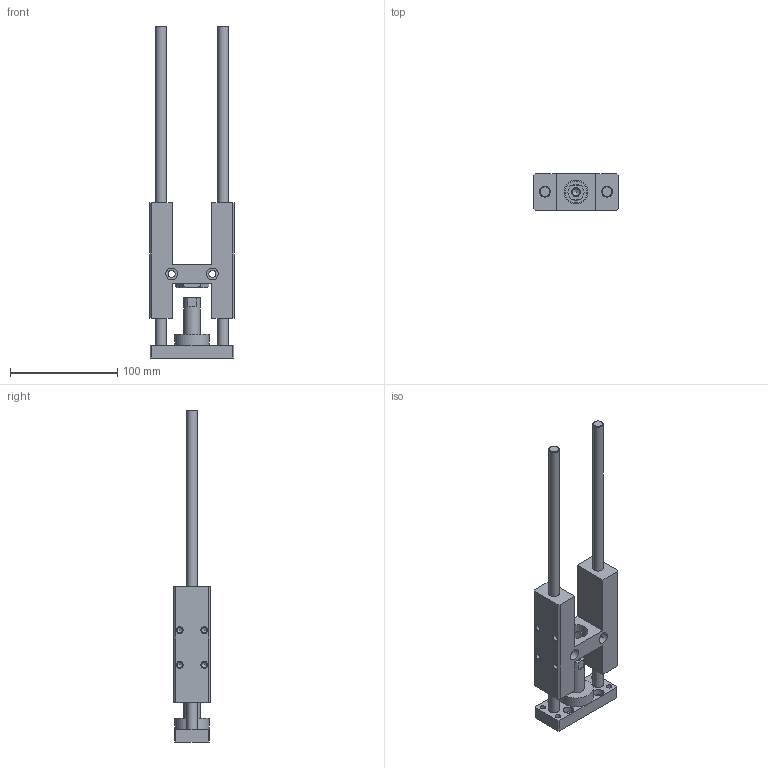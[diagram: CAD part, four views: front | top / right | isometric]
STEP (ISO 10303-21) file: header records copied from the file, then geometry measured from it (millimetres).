
FILE_DESCRIPTION((''),'2;1');
FILE_NAME('1260_20_150_GLB.stp','2011-02-15T17:10:45',('airolcr1'),(''),'Autodesk Inventor 2011','Autodesk Inventor 2011','');
FILE_SCHEMA(('AUTOMOTIVE_DESIGN { 1 0 10303 214 1 1 1 1 }'));
Length unit declared in the file: millimetre
Products named in the file (3): 1260_20_150_GLB; CORPO_GLB_20; PIASTRA_GLB_20-03
Assembly tree (2 placements, depth 2):
  1260_20_150_GLB
    CORPO_GLB_20
    PIASTRA_GLB_20-03
Bounding box: 79 x 34 x 310 mm (x, y, z)
Volume: 234494.3 mm3; surface area: 70719.7 mm2
Topology: 2 solids, 2 shells, 106 faces, 251 edges, 160 vertices
Faces by surface type: plane 51, cylinder 33, cone 22
Full cylindrical faces by diameter (mm): 4.917 x8, 5 x4, 5.5 x4, 6.6 x2, 6.647 x1, 10 x8, 11 x2, 15 x1, 20.376 x1, 22 x1, 32 x1
Entity records: 2837 total; most frequent: DIRECTION 482, CARTESIAN_POINT 453, ORIENTED_EDGE 366, EDGE_LOOP 198, AXIS2_PLACEMENT_3D 194, EDGE_CURVE 183, VERTEX_POINT 147, FACE_OUTER_BOUND 106
